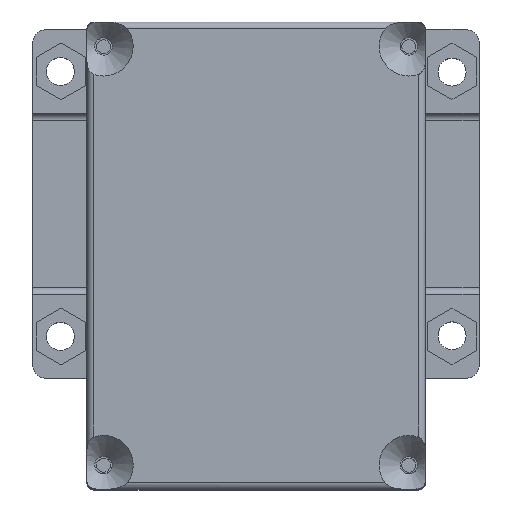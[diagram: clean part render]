
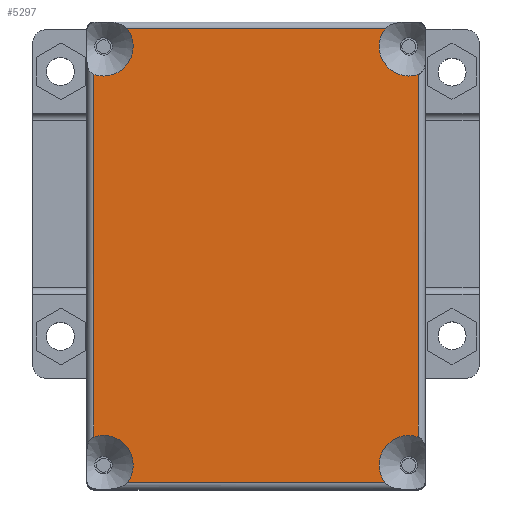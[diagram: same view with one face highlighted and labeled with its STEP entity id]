
A CAD part, top view. The second image highlights one B-rep face of the part: STEP entity #5297.
In plain terms, the highlighted planar face has unit normal (0, 0, 1).
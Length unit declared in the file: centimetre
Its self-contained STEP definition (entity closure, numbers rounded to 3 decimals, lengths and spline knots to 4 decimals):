
#177=LINE($,#7817,#700);
#178=LINE($,#7881,#701);
#181=LINE($,#8006,#704);
#182=LINE($,#8007,#705);
#700=VECTOR($,#6156,5.1957);
#701=VECTOR($,#6169,3.6876);
#704=VECTOR($,#6216,3.6876);
#705=VECTOR($,#6217,5.1957);
#1218=PLANE($,#5635);
#1489=FACE_OUTER_BOUND($,#1801,.T.);
#1801=EDGE_LOOP($,(#3751,#3752,#3753,#3754,#3755,#3756,#3757,#3758));
#2141=CIRCLE($,#5603,0.425);
#2145=CIRCLE($,#5612,0.425);
#2152=CIRCLE($,#5624,0.425);
#2158=CIRCLE($,#5634,0.425);
#2369=VERTEX_POINT($,#7730);
#2370=VERTEX_POINT($,#7743);
#2380=VERTEX_POINT($,#7804);
#2384=VERTEX_POINT($,#7825);
#2385=VERTEX_POINT($,#7842);
#2395=VERTEX_POINT($,#7900);
#2401=VERTEX_POINT($,#7950);
#2402=VERTEX_POINT($,#7963);
#2886=EDGE_CURVE($,#2369,#2370,#2141,.T.);
#2900=EDGE_CURVE($,#2380,#2369,#177,.T.);
#2904=EDGE_CURVE($,#2384,#2385,#2145,.T.);
#2909=EDGE_CURVE($,#2370,#2384,#178,.T.);
#2919=EDGE_CURVE($,#2395,#2380,#2152,.T.);
#2928=EDGE_CURVE($,#2401,#2402,#2158,.T.);
#2933=EDGE_CURVE($,#2402,#2395,#181,.T.);
#2934=EDGE_CURVE($,#2385,#2401,#182,.T.);
#3751=ORIENTED_EDGE($,*,*,#2886,.F.);
#3752=ORIENTED_EDGE($,*,*,#2900,.F.);
#3753=ORIENTED_EDGE($,*,*,#2919,.F.);
#3754=ORIENTED_EDGE($,*,*,#2933,.F.);
#3755=ORIENTED_EDGE($,*,*,#2928,.F.);
#3756=ORIENTED_EDGE($,*,*,#2934,.F.);
#3757=ORIENTED_EDGE($,*,*,#2904,.F.);
#3758=ORIENTED_EDGE($,*,*,#2909,.F.);
#5297=ADVANCED_FACE($,(#1489),#1218,.F.);
#5603=AXIS2_PLACEMENT_3D($,#7744,#6140,#6141);
#5612=AXIS2_PLACEMENT_3D($,#7843,#6165,#6166);
#5624=AXIS2_PLACEMENT_3D($,#7917,#6192,#6193);
#5634=AXIS2_PLACEMENT_3D($,#7964,#6212,#6213);
#5635=AXIS2_PLACEMENT_3D($,#8005,#6214,#6215);
#6140=DIRECTION('center_axis',(0.,0.,1.));
#6141=DIRECTION('ref_axis',(1.,0.,0.));
#6156=DIRECTION($,(0.,1.,0.));
#6165=DIRECTION('center_axis',(0.,0.,1.));
#6166=DIRECTION('ref_axis',(1.,0.,0.));
#6169=DIRECTION($,(1.,0.,0.));
#6192=DIRECTION('center_axis',(0.,0.,1.));
#6193=DIRECTION('ref_axis',(1.,0.,0.));
#6212=DIRECTION('center_axis',(0.,0.,1.));
#6213=DIRECTION('ref_axis',(1.,0.,0.));
#6214=DIRECTION('center_axis',(0.,0.,-1.));
#6215=DIRECTION('ref_axis',(1.,0.,0.));
#6216=DIRECTION($,(-1.,0.,0.));
#6217=DIRECTION($,(0.,-1.,0.));
#7730=CARTESIAN_POINT('',(1.9671,10.338,5.));
#7743=CARTESIAN_POINT('',(2.4483,10.9901,5.));
#7744=CARTESIAN_POINT('Origin',(2.1046,10.7401,5.));
#7804=CARTESIAN_POINT('',(1.9671,5.1423,5.));
#7817=CARTESIAN_POINT($,(1.9671,7.7401,5.));
#7825=CARTESIAN_POINT('',(6.1359,10.9901,5.));
#7842=CARTESIAN_POINT('',(6.6171,10.338,5.));
#7843=CARTESIAN_POINT('Origin',(6.4796,10.7401,5.));
#7881=CARTESIAN_POINT($,(4.2546,10.9901,5.));
#7900=CARTESIAN_POINT('',(2.4483,4.4901,5.));
#7917=CARTESIAN_POINT('Origin',(2.1046,4.7401,5.));
#7950=CARTESIAN_POINT('',(6.6171,5.1423,5.));
#7963=CARTESIAN_POINT('',(6.1359,4.4901,5.));
#7964=CARTESIAN_POINT('Origin',(6.4796,4.7401,5.));
#8005=CARTESIAN_POINT('Origin',(4.2171,7.7401,5.));
#8006=CARTESIAN_POINT($,(4.2171,4.4901,5.));
#8007=CARTESIAN_POINT($,(6.6171,7.7401,5.));
